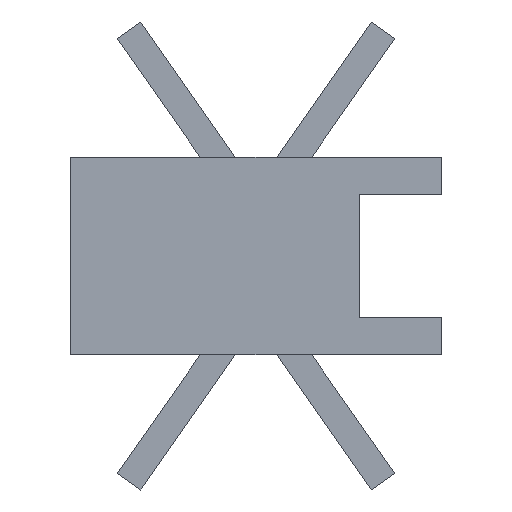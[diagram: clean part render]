
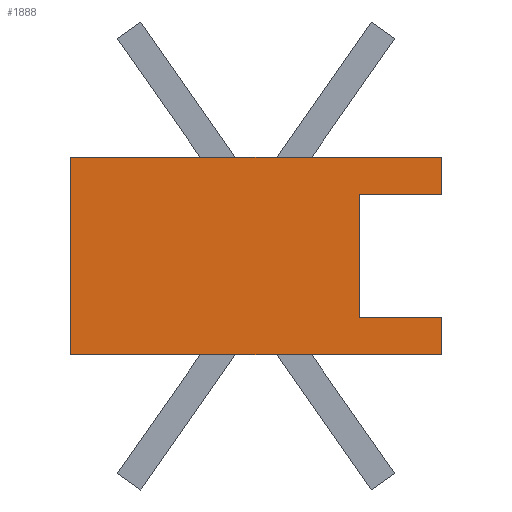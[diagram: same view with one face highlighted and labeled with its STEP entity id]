
A CAD part, front view. The second image highlights one B-rep face of the part: STEP entity #1888.
In plain terms, the highlighted planar face has unit normal (0, -1, 0).
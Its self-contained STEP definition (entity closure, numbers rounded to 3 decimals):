
#36 = CARTESIAN_POINT ( 'NONE',  ( 25., 0., 15. ) ) ;
#89 = LINE ( 'NONE', #860, #680 ) ;
#123 = LINE ( 'NONE', #1442, #829 ) ;
#186 = CARTESIAN_POINT ( 'NONE',  ( -45., 0., -24. ) ) ;
#217 = EDGE_CURVE ( 'NONE', #2312, #2205, #2162, .T. ) ;
#220 = EDGE_CURVE ( 'NONE', #1669, #1345, #89, .T. ) ;
#231 = EDGE_CURVE ( 'NONE', #1472, #2205, #2145, .T. ) ;
#244 = EDGE_LOOP ( 'NONE', ( #818, #414, #2340, #2117, #749, #659, #259, #2136 ) ) ;
#253 = CARTESIAN_POINT ( 'NONE',  ( 45., 0., -15. ) ) ;
#259 = ORIENTED_EDGE ( 'NONE', *, *, #888, .F. ) ;
#289 = CARTESIAN_POINT ( 'NONE',  ( 25., 0., -15. ) ) ;
#342 = CARTESIAN_POINT ( 'NONE',  ( 45., 0., -24. ) ) ;
#395 = VERTEX_POINT ( 'NONE', #2299 ) ;
#400 = DIRECTION ( 'NONE',  ( 0., 0., -1. ) ) ;
#414 = ORIENTED_EDGE ( 'NONE', *, *, #231, .F. ) ;
#448 = CARTESIAN_POINT ( 'NONE',  ( 25., 0., 15. ) ) ;
#500 = VERTEX_POINT ( 'NONE', #253 ) ;
#594 = CARTESIAN_POINT ( 'NONE',  ( 0., 0., 0. ) ) ;
#605 = DIRECTION ( 'NONE',  ( 0., 0., -1. ) ) ;
#659 = ORIENTED_EDGE ( 'NONE', *, *, #1281, .F. ) ;
#680 = VECTOR ( 'NONE', #2332, 1000. ) ;
#746 = CARTESIAN_POINT ( 'NONE',  ( 45., 0., -24. ) ) ;
#749 = ORIENTED_EDGE ( 'NONE', *, *, #220, .F. ) ;
#818 = ORIENTED_EDGE ( 'NONE', *, *, #217, .T. ) ;
#829 = VECTOR ( 'NONE', #2368, 1000. ) ;
#847 = LINE ( 'NONE', #448, #1235 ) ;
#860 = CARTESIAN_POINT ( 'NONE',  ( -45., 0., -24. ) ) ;
#877 = VECTOR ( 'NONE', #1025, 1000. ) ;
#888 = EDGE_CURVE ( 'NONE', #395, #500, #1962, .T. ) ;
#912 = AXIS2_PLACEMENT_3D ( 'NONE', #594, #2101, #1731 ) ;
#1013 = CARTESIAN_POINT ( 'NONE',  ( -45., 0., 24. ) ) ;
#1025 = DIRECTION ( 'NONE',  ( 1., 0., 0. ) ) ;
#1036 = DIRECTION ( 'NONE',  ( 1., 0., 0. ) ) ;
#1199 = DIRECTION ( 'NONE',  ( 0., 0., 1. ) ) ;
#1223 = CARTESIAN_POINT ( 'NONE',  ( 25., 0., 15. ) ) ;
#1235 = VECTOR ( 'NONE', #605, 1000. ) ;
#1251 = VECTOR ( 'NONE', #1199, 1000. ) ;
#1281 = EDGE_CURVE ( 'NONE', #500, #1669, #1504, .T. ) ;
#1345 = VERTEX_POINT ( 'NONE', #186 ) ;
#1381 = EDGE_CURVE ( 'NONE', #2312, #395, #847, .T. ) ;
#1411 = CARTESIAN_POINT ( 'NONE',  ( 45., 0., -24. ) ) ;
#1416 = VERTEX_POINT ( 'NONE', #1013 ) ;
#1442 = CARTESIAN_POINT ( 'NONE',  ( 45., 0., 24. ) ) ;
#1458 = VECTOR ( 'NONE', #1036, 1000. ) ;
#1472 = VERTEX_POINT ( 'NONE', #2091 ) ;
#1503 = VECTOR ( 'NONE', #400, 1000. ) ;
#1504 = LINE ( 'NONE', #746, #1503 ) ;
#1603 = EDGE_CURVE ( 'NONE', #1416, #1472, #123, .T. ) ;
#1611 = CARTESIAN_POINT ( 'NONE',  ( 45., 0., 15. ) ) ;
#1669 = VERTEX_POINT ( 'NONE', #342 ) ;
#1731 = DIRECTION ( 'NONE',  ( 0., 0., -1. ) ) ;
#1847 = VECTOR ( 'NONE', #1967, 1000. ) ;
#1888 = ADVANCED_FACE ( 'NONE', ( #2260 ), #2317, .T. ) ;
#1962 = LINE ( 'NONE', #289, #1458 ) ;
#1967 = DIRECTION ( 'NONE',  ( 0., 0., -1. ) ) ;
#2072 = EDGE_CURVE ( 'NONE', #1345, #1416, #2152, .T. ) ;
#2091 = CARTESIAN_POINT ( 'NONE',  ( 45., 0., 24. ) ) ;
#2101 = DIRECTION ( 'NONE',  ( 0., -1., 0. ) ) ;
#2117 = ORIENTED_EDGE ( 'NONE', *, *, #2072, .F. ) ;
#2136 = ORIENTED_EDGE ( 'NONE', *, *, #1381, .F. ) ;
#2145 = LINE ( 'NONE', #1411, #1847 ) ;
#2152 = LINE ( 'NONE', #2281, #1251 ) ;
#2162 = LINE ( 'NONE', #1223, #877 ) ;
#2205 = VERTEX_POINT ( 'NONE', #1611 ) ;
#2260 = FACE_OUTER_BOUND ( 'NONE', #244, .T. ) ;
#2281 = CARTESIAN_POINT ( 'NONE',  ( -45., 0., 24. ) ) ;
#2299 = CARTESIAN_POINT ( 'NONE',  ( 25., 0., -15. ) ) ;
#2312 = VERTEX_POINT ( 'NONE', #36 ) ;
#2317 = PLANE ( 'NONE',  #912 ) ;
#2332 = DIRECTION ( 'NONE',  ( -1., 0., 0. ) ) ;
#2340 = ORIENTED_EDGE ( 'NONE', *, *, #1603, .F. ) ;
#2368 = DIRECTION ( 'NONE',  ( 1., 0., 0. ) ) ;
